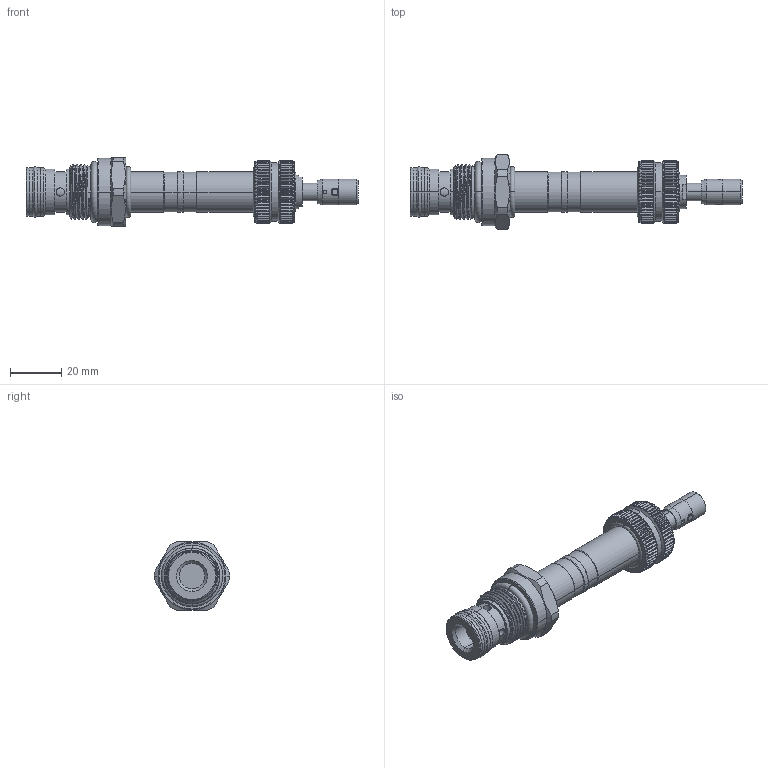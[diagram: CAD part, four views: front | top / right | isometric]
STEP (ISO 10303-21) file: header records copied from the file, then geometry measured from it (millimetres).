
FILE_DESCRIPTION (( 'STEP AP203' ), '1' );
FILE_NAME ('EP22M2C51T04.STEP', '2020-03-31T05:30:32', ( '' ), ( '' ), 'SwSTEP 2.0', 'SolidWorks 2018', '' );
FILE_SCHEMA (( 'CONFIG_CONTROL_DESIGN' ));
Length unit declared in the file: millimetre
Products named in the file (1): EP22M2C51T04
Bounding box: 130.05 x 29.6 x 27 mm (x, y, z)
Volume: 33236.7 mm3; surface area: 11878.1 mm2
Topology: 4 solids, 4 shells, 1018 faces, 2663 edges, 1681 vertices
Faces by surface type: plane 425, cylinder 420, cone 149, torus 16, bspline 8
Entity records: 35402 total; most frequent: CARTESIAN_POINT 11134, ORIENTED_EDGE 5326, DIRECTION 4791, EDGE_CURVE 2663, AXIS2_PLACEMENT_3D 1853, VERTEX_POINT 1681, LINE 1085, VECTOR 1085
